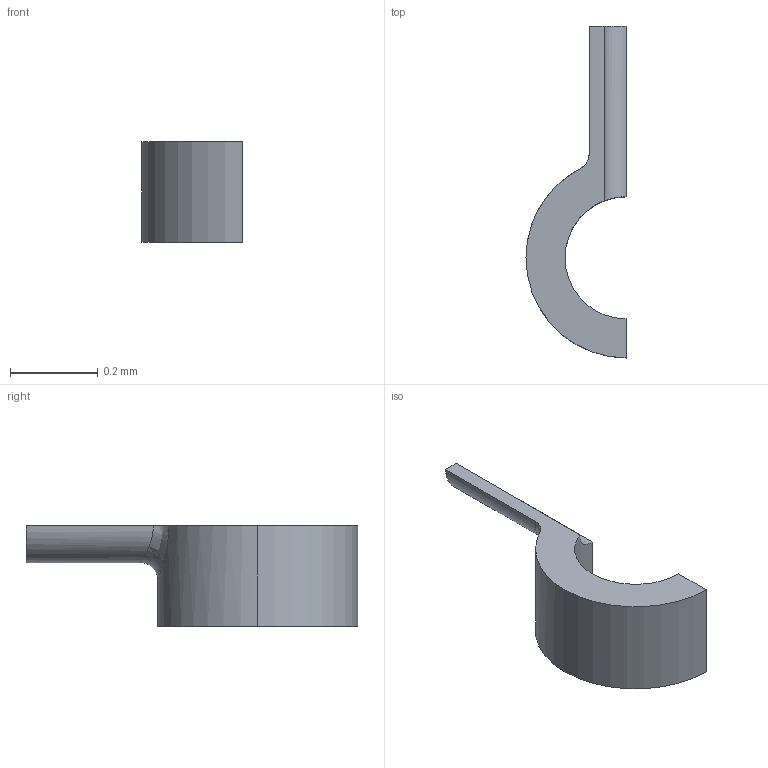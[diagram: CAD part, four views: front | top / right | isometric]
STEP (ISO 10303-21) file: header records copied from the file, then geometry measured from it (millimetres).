
FILE_DESCRIPTION(('STEP AP203'),'1');
FILE_NAME('PipeCreep.stp','2012-12-08T06:35:47',(' '),(' '),'Spatial InterOp 3D',' ',' ');
FILE_SCHEMA(('CONFIG_CONTROL_DESIGN'));
Length unit declared in the file: millimetre
Products named in the file (1): 1
Bounding box: 0.23 x 0.76 x 0.23 mm (x, y, z)
Volume: 0 mm3; surface area: 0.5 mm2
Topology: 1 solids, 2 shells, 13 faces, 31 edges, 21 vertices
Faces by surface type: cylinder 7, plane 5, bspline 1
Entity records: 569 total; most frequent: CARTESIAN_POINT 221, ORIENTED_EDGE 64, DIRECTION 61, EDGE_CURVE 32, AXIS2_PLACEMENT_3D 23, VERTEX_POINT 21, LINE 15, VECTOR 15
